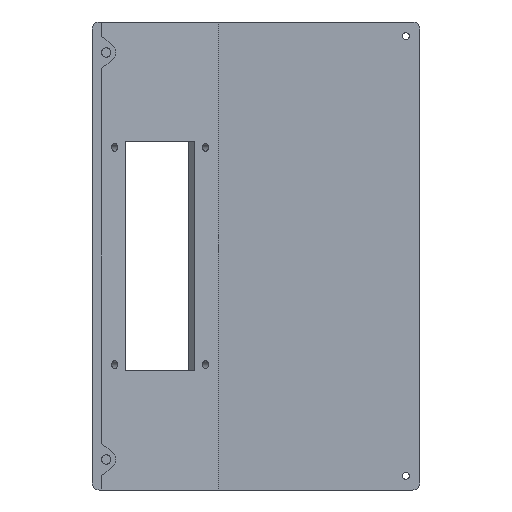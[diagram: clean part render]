
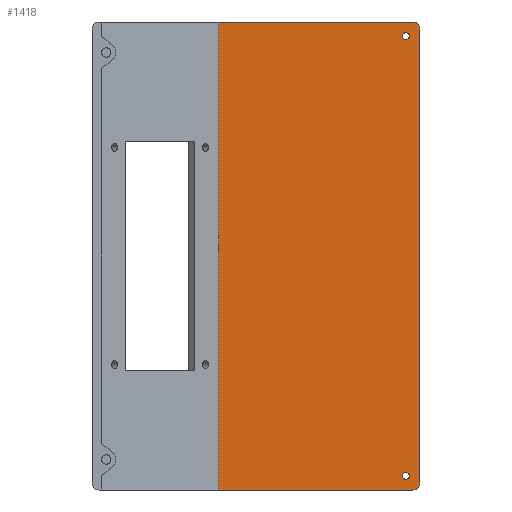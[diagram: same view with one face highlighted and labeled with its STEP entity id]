
A CAD part, front view. The second image highlights one B-rep face of the part: STEP entity #1418.
In plain terms, the highlighted planar face has unit normal (0, -1, 0).
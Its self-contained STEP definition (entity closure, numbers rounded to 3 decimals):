
#17=DIRECTION('',(1.,0.,0.));
#18=VECTOR('',#17,83.);
#19=CARTESIAN_POINT('',(54.,80.,-100.));
#20=LINE('',#19,#18);
#379=DIRECTION('',(1.,0.,0.));
#380=VECTOR('',#379,83.);
#381=CARTESIAN_POINT('',(54.,80.,100.));
#382=LINE('',#381,#380);
#466=CARTESIAN_POINT('',(134.,80.,-94.));
#467=DIRECTION('',(0.,1.,0.));
#468=DIRECTION('',(-1.,0.,0.));
#469=AXIS2_PLACEMENT_3D('',#466,#467,#468);
#471=CARTESIAN_POINT('',(134.,80.,-94.));
#472=DIRECTION('',(0.,1.,0.));
#473=DIRECTION('',(1.,0.,0.));
#474=AXIS2_PLACEMENT_3D('',#471,#472,#473);
#476=CARTESIAN_POINT('',(134.,80.,94.));
#477=DIRECTION('',(0.,1.,0.));
#478=DIRECTION('',(-1.,0.,0.));
#479=AXIS2_PLACEMENT_3D('',#476,#477,#478);
#481=CARTESIAN_POINT('',(134.,80.,94.));
#482=DIRECTION('',(0.,1.,0.));
#483=DIRECTION('',(1.,0.,0.));
#484=AXIS2_PLACEMENT_3D('',#481,#482,#483);
#486=CARTESIAN_POINT('',(137.,80.,-97.));
#487=DIRECTION('',(0.,-1.,0.));
#488=DIRECTION('',(0.,0.,-1.));
#489=AXIS2_PLACEMENT_3D('',#486,#487,#488);
#491=DIRECTION('',(0.,0.,1.));
#492=VECTOR('',#491,200.);
#493=CARTESIAN_POINT('',(54.,80.,-100.));
#494=LINE('',#493,#492);
#495=CARTESIAN_POINT('',(137.,80.,97.));
#496=DIRECTION('',(0.,-1.,0.));
#497=DIRECTION('',(1.,0.,0.));
#498=AXIS2_PLACEMENT_3D('',#495,#496,#497);
#591=DIRECTION('',(0.,0.,1.));
#592=VECTOR('',#591,194.);
#593=CARTESIAN_POINT('',(140.,80.,-97.));
#594=LINE('',#593,#592);
#663=CARTESIAN_POINT('',(54.,80.,-100.));
#664=VERTEX_POINT('',#663);
#669=CARTESIAN_POINT('',(54.,80.,100.));
#670=VERTEX_POINT('',#669);
#767=CARTESIAN_POINT('',(132.5,80.,-94.));
#768=CARTESIAN_POINT('',(135.5,80.,-94.));
#769=VERTEX_POINT('',#767);
#770=VERTEX_POINT('',#768);
#771=CARTESIAN_POINT('',(132.5,80.,94.));
#772=CARTESIAN_POINT('',(135.5,80.,94.));
#773=VERTEX_POINT('',#771);
#774=VERTEX_POINT('',#772);
#787=CARTESIAN_POINT('',(137.,80.,-100.));
#788=CARTESIAN_POINT('',(140.,80.,-97.));
#789=VERTEX_POINT('',#787);
#790=VERTEX_POINT('',#788);
#815=CARTESIAN_POINT('',(140.,80.,97.));
#816=VERTEX_POINT('',#815);
#841=CARTESIAN_POINT('',(137.,80.,100.));
#842=VERTEX_POINT('',#841);
#1391=CARTESIAN_POINT('',(54.,80.,-100.));
#1392=DIRECTION('',(0.,-1.,0.));
#1393=DIRECTION('',(1.,0.,0.));
#1394=AXIS2_PLACEMENT_3D('',#1391,#1392,#1393);
#1395=PLANE('',#1394);
#1396=ORIENTED_EDGE('',*,*,#1382,.F.);
#1397=ORIENTED_EDGE('',*,*,#856,.F.);
#1398=ORIENTED_EDGE('',*,*,#1092,.T.);
#1399=ORIENTED_EDGE('',*,*,#1276,.T.);
#1401=ORIENTED_EDGE('',*,*,#1400,.F.);
#1403=ORIENTED_EDGE('',*,*,#1402,.F.);
#1404=EDGE_LOOP('',(#1396,#1397,#1398,#1399,#1401,#1403));
#1405=FACE_OUTER_BOUND('',#1404,.F.);
#1407=ORIENTED_EDGE('',*,*,#1406,.F.);
#1409=ORIENTED_EDGE('',*,*,#1408,.F.);
#1410=EDGE_LOOP('',(#1407,#1409));
#1411=FACE_BOUND('',#1410,.F.);
#1413=ORIENTED_EDGE('',*,*,#1412,.F.);
#1415=ORIENTED_EDGE('',*,*,#1414,.F.);
#1416=EDGE_LOOP('',(#1413,#1415));
#1417=FACE_BOUND('',#1416,.F.);
#1418=ADVANCED_FACE('',(#1405,#1411,#1417),#1395,.T.);
#470=CIRCLE('',#469,1.5);
#475=CIRCLE('',#474,1.5);
#480=CIRCLE('',#479,1.5);
#485=CIRCLE('',#484,1.5);
#490=CIRCLE('',#489,3.);
#499=CIRCLE('',#498,3.);
#856=EDGE_CURVE('',#664,#789,#20,.T.);
#1092=EDGE_CURVE('',#664,#670,#494,.T.);
#1276=EDGE_CURVE('',#670,#842,#382,.T.);
#1382=EDGE_CURVE('',#789,#790,#490,.T.);
#1400=EDGE_CURVE('',#816,#842,#499,.T.);
#1402=EDGE_CURVE('',#790,#816,#594,.T.);
#1406=EDGE_CURVE('',#773,#774,#480,.T.);
#1408=EDGE_CURVE('',#774,#773,#485,.T.);
#1412=EDGE_CURVE('',#769,#770,#470,.T.);
#1414=EDGE_CURVE('',#770,#769,#475,.T.);
